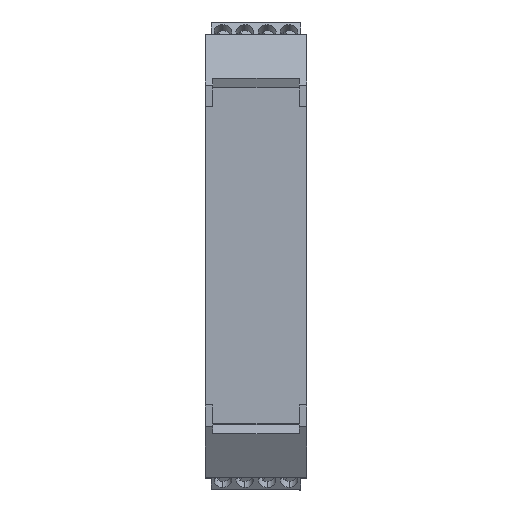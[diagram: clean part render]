
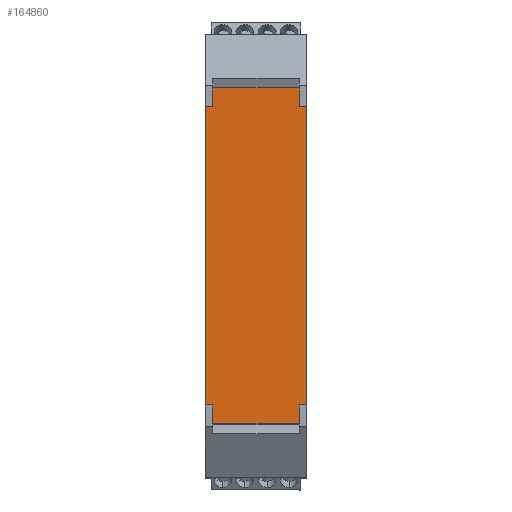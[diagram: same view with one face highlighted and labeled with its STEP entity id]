
A CAD part, top view. The second image highlights one B-rep face of the part: STEP entity #164860.
In plain terms, the highlighted planar face has unit normal (0, 0, 1).
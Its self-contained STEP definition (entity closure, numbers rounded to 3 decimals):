
#670=CARTESIAN_POINT('',(-5.,89.685,
113.5));
#680=VERTEX_POINT('',#670);
#920=CARTESIAN_POINT('',(-5.,23.044,
113.5));
#930=VERTEX_POINT('',#920);
#5460=CARTESIAN_POINT('',(-5.,56.364,
113.5));
#5470=DIRECTION('',(0.,1.,0.));
#5480=VECTOR('',#5470,1.);
#5490=LINE('',#5460,#5480);
#5500=EDGE_CURVE('',#930,#680,#5490,.T.);
#5810=CARTESIAN_POINT('',(17.6,23.044,
113.5));
#5820=VERTEX_POINT('',#5810);
#6140=CARTESIAN_POINT('',(17.6,89.685,
113.5));
#6150=VERTEX_POINT('',#6140);
#12490=CARTESIAN_POINT('',(17.6,56.364,
113.5));
#12500=DIRECTION('',(0.,-1.,0.));
#12510=VECTOR('',#12500,1.);
#12520=LINE('',#12490,#12510);
#12530=EDGE_CURVE('',#6150,#5820,#12520,.T.);
#20920=CARTESIAN_POINT('',(16.,18.81,
113.5));
#20930=VERTEX_POINT('',#20920);
#31000=CARTESIAN_POINT('',(-3.4,18.81,
113.5));
#31010=VERTEX_POINT('',#31000);
#31040=CARTESIAN_POINT('',(3.8,18.81,
113.5));
#31050=DIRECTION('',(1.,0.,0.));
#31060=VECTOR('',#31050,1.);
#31070=LINE('',#31040,#31060);
#31080=EDGE_CURVE('',#31010,#20930,#31070,.T.);
#33170=CARTESIAN_POINT('',(16.,93.918,
113.5));
#33180=VERTEX_POINT('',#33170);
#33520=CARTESIAN_POINT('',(3.8,93.918,
113.5));
#33530=DIRECTION('',(-1.,0.,0.));
#33540=VECTOR('',#33530,1.);
#33550=LINE('',#33520,#33540);
#33560=CARTESIAN_POINT('',(-3.4,93.918,
113.5));
#33570=VERTEX_POINT('',#33560);
#33580=EDGE_CURVE('',#33180,#33570,#33550,.T.);
#163640=CARTESIAN_POINT('',(17.6,94.564,
113.5));
#163650=DIRECTION('',(0.,0.,1.));
#163660=DIRECTION('',(0.,1.,0.));
#163670=AXIS2_PLACEMENT_3D('',#163640,#163650,#163660);
#163680=PLANE('',#163670);
#163710=CARTESIAN_POINT('',(3.8,89.685,
113.5));
#163720=DIRECTION('',(1.,0.,0.));
#163730=VECTOR('',#163720,1.);
#163740=LINE('',#163710,#163730);
#163750=CARTESIAN_POINT('',(16.,89.685,
113.5));
#163760=VERTEX_POINT('',#163750);
#163770=EDGE_CURVE('',#163760,#6150,#163740,.T.);
#163790=CARTESIAN_POINT('',(16.,56.364,
113.5));
#163800=DIRECTION('',(0.,-1.,0.));
#163810=VECTOR('',#163800,1.);
#163820=LINE('',#163790,#163810);
#163830=EDGE_CURVE('',#33180,#163760,#163820,.T.);
#164360=ORIENTED_EDGE('',*,*,#12530,.F.);
#164370=CARTESIAN_POINT('',(3.8,23.044,
113.5));
#164380=DIRECTION('',(-1.,0.,0.));
#164390=VECTOR('',#164380,1.);
#164400=LINE('',#164370,#164390);
#164410=CARTESIAN_POINT('',(16.,23.044,
113.5));
#164420=VERTEX_POINT('',#164410);
#164430=EDGE_CURVE('',#5820,#164420,#164400,.T.);
#164440=ORIENTED_EDGE('',*,*,#164430,.F.);
#164450=CARTESIAN_POINT('',(16.,56.364,
113.5));
#164460=DIRECTION('',(0.,-1.,0.));
#164470=VECTOR('',#164460,1.);
#164480=LINE('',#164450,#164470);
#164490=EDGE_CURVE('',#164420,#20930,#164480,.T.);
#164500=ORIENTED_EDGE('',*,*,#164490,.F.);
#164510=ORIENTED_EDGE('',*,*,#31080,.T.);
#164520=CARTESIAN_POINT('',(-3.4,56.364,
113.5));
#164530=DIRECTION('',(0.,1.,0.));
#164540=VECTOR('',#164530,1.);
#164550=LINE('',#164520,#164540);
#164560=CARTESIAN_POINT('',(-3.4,23.044,
113.5));
#164570=VERTEX_POINT('',#164560);
#164580=EDGE_CURVE('',#31010,#164570,#164550,.T.);
#164590=ORIENTED_EDGE('',*,*,#164580,.F.);
#164600=CARTESIAN_POINT('',(3.8,23.044,
113.5));
#164610=DIRECTION('',(-1.,0.,0.));
#164620=VECTOR('',#164610,1.);
#164630=LINE('',#164600,#164620);
#164640=EDGE_CURVE('',#164570,#930,#164630,.T.);
#164650=ORIENTED_EDGE('',*,*,#164640,.F.);
#164660=ORIENTED_EDGE('',*,*,#5500,.F.);
#164670=CARTESIAN_POINT('',(3.8,89.685,
113.5));
#164680=DIRECTION('',(1.,0.,0.));
#164690=VECTOR('',#164680,1.);
#164700=LINE('',#164670,#164690);
#164710=CARTESIAN_POINT('',(-3.4,89.685,
113.5));
#164720=VERTEX_POINT('',#164710);
#164730=EDGE_CURVE('',#680,#164720,#164700,.T.);
#164740=ORIENTED_EDGE('',*,*,#164730,.F.);
#164750=CARTESIAN_POINT('',(-3.4,56.364,
113.5));
#164760=DIRECTION('',(0.,1.,0.));
#164770=VECTOR('',#164760,1.);
#164780=LINE('',#164750,#164770);
#164790=EDGE_CURVE('',#164720,#33570,#164780,.T.);
#164800=ORIENTED_EDGE('',*,*,#164790,.F.);
#164810=ORIENTED_EDGE('',*,*,#33580,.T.);
#164820=ORIENTED_EDGE('',*,*,#163830,.F.);
#164830=ORIENTED_EDGE('',*,*,#163770,.F.);
#164840=EDGE_LOOP('',(#164830,#164820,#164810,#164800,#164740,#164660,
#164650,#164590,#164510,#164500,#164440,#164360));
#164850=FACE_OUTER_BOUND('',#164840,.T.);
#164860=ADVANCED_FACE('',(#164850),#163680,.T.);
